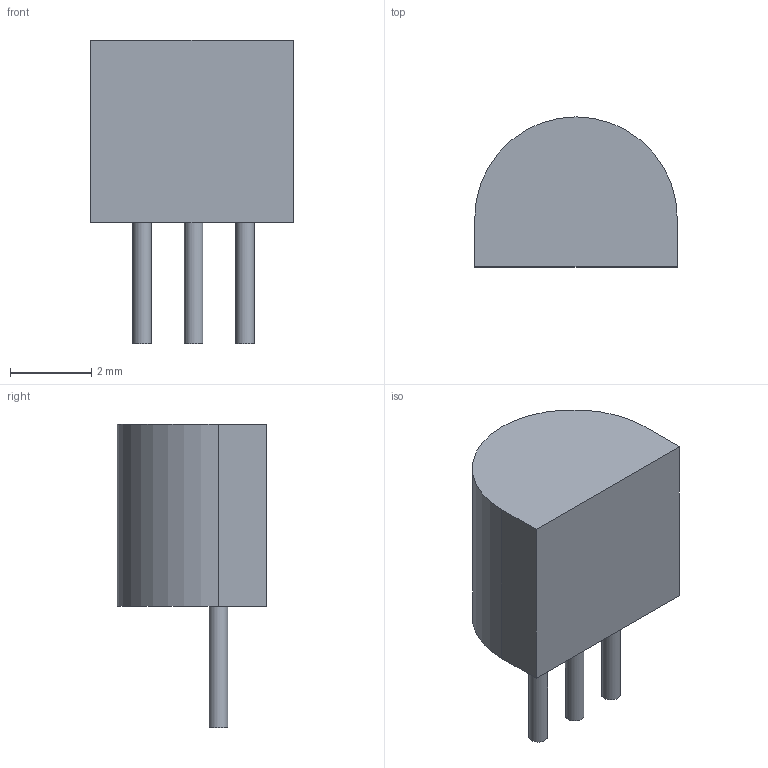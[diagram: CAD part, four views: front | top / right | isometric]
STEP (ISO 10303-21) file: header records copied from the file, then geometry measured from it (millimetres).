
FILE_DESCRIPTION(/* description */ (''),/* implementation_level */ '2;1');
FILE_NAME(/* name */ 'BF199 v1.step',/* time_stamp */ '2021-05-19T07:14:38+03:00',/* author */ (''),/* organization */ (''),/* preprocessor_version */ 'ST-DEVELOPER v18.1',/* originating_system */ 'Autodesk Translation Framework v10.6.0.1341',/* authorisation */ '');
FILE_SCHEMA (('AUTOMOTIVE_DESIGN { 1 0 10303 214 3 1 1 }'));
Length unit declared in the file: millimetre
Products named in the file (1): BF199
Bounding box: 5 x 3.7 x 7.5 mm (x, y, z)
Volume: 72.7 mm3; surface area: 114.3 mm2
Topology: 4 solids, 4 shells, 15 faces, 21 edges, 14 vertices
Faces by surface type: plane 11, cylinder 4
Full cylindrical faces by diameter (mm): 0.46 x3
Entity records: 360 total; most frequent: DIRECTION 61, CARTESIAN_POINT 51, ORIENTED_EDGE 42, AXIS2_PLACEMENT_3D 24, EDGE_CURVE 21, FACE_OUTER_BOUND 15, EDGE_LOOP 15, ADVANCED_FACE 15
